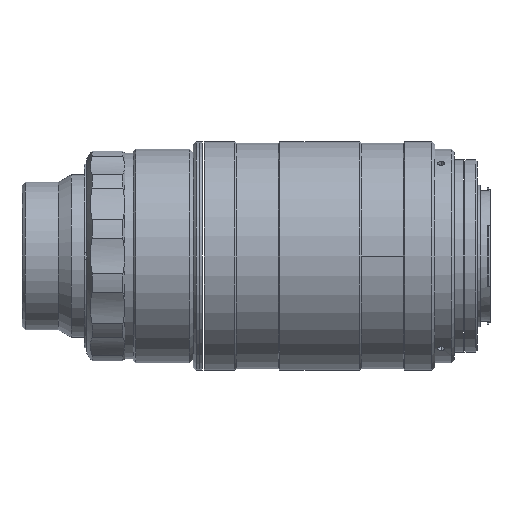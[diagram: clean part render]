
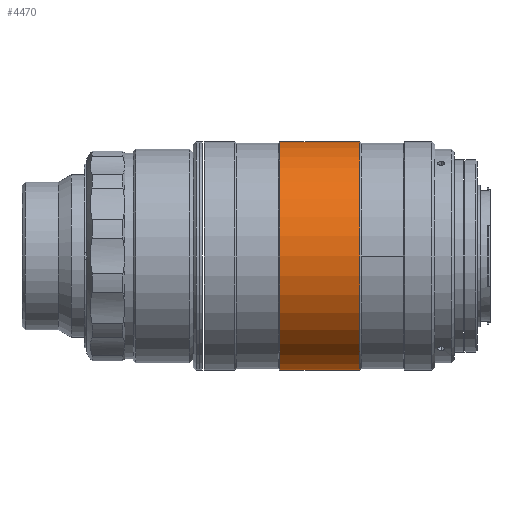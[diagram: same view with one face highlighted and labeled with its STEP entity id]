
A CAD part, front view. The second image highlights one B-rep face of the part: STEP entity #4470.
In plain terms, the highlighted cylindrical face has radius 38 mm (diameter 76 mm), a partial arc.
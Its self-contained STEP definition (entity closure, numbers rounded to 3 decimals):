
#24 = VERTEX_POINT ( 'NONE', #3831 ) ;
#95 = EDGE_CURVE ( 'NONE', #542, #5692, #2975, .T. ) ;
#186 = CARTESIAN_POINT ( 'NONE',  ( -56.567, 0., 0. ) ) ;
#260 = CARTESIAN_POINT ( 'NONE',  ( -56.567, 0., 38. ) ) ;
#380 = EDGE_CURVE ( 'NONE', #2154, #3659, #4828, .T. ) ;
#413 = CARTESIAN_POINT ( 'NONE',  ( -112., 0., 38. ) ) ;
#447 = DIRECTION ( 'NONE',  ( 0., 0., -1. ) ) ;
#492 = AXIS2_PLACEMENT_3D ( 'NONE', #4416, #4094, #3979 ) ;
#516 = CIRCLE ( 'NONE', #2705, 38. ) ;
#542 = VERTEX_POINT ( 'NONE', #1610 ) ;
#911 = CARTESIAN_POINT ( 'NONE',  ( -56.567, 0., -38. ) ) ;
#952 = FACE_OUTER_BOUND ( 'NONE', #4662, .T. ) ;
#1210 = ORIENTED_EDGE ( 'NONE', *, *, #95, .F. ) ;
#1385 = AXIS2_PLACEMENT_3D ( 'NONE', #186, #1530, #4644 ) ;
#1481 = ORIENTED_EDGE ( 'NONE', *, *, #3361, .F. ) ;
#1530 = DIRECTION ( 'NONE',  ( 1., 0., 0. ) ) ;
#1610 = CARTESIAN_POINT ( 'NONE',  ( -85.5, -38., 0. ) ) ;
#1717 = DIRECTION ( 'NONE',  ( 1., 0., 0. ) ) ;
#1828 = CARTESIAN_POINT ( 'NONE',  ( -85.5, 0., -38. ) ) ;
#2101 = EDGE_CURVE ( 'NONE', #2154, #24, #5100, .T. ) ;
#2154 = VERTEX_POINT ( 'NONE', #413 ) ;
#2512 = EDGE_CURVE ( 'NONE', #24, #5692, #4920, .T. ) ;
#2705 = AXIS2_PLACEMENT_3D ( 'NONE', #5854, #1717, #4041 ) ;
#2784 = CYLINDRICAL_SURFACE ( 'NONE', #1385, 38. ) ;
#2975 = CIRCLE ( 'NONE', #492, 38. ) ;
#3238 = DIRECTION ( 'NONE',  ( 1., 0., 0. ) ) ;
#3361 = EDGE_CURVE ( 'NONE', #3659, #542, #516, .T. ) ;
#3367 = ORIENTED_EDGE ( 'NONE', *, *, #2101, .T. ) ;
#3387 = CARTESIAN_POINT ( 'NONE',  ( -85.5, 0., 38. ) ) ;
#3659 = VERTEX_POINT ( 'NONE', #3387 ) ;
#3678 = AXIS2_PLACEMENT_3D ( 'NONE', #4599, #3238, #447 ) ;
#3831 = CARTESIAN_POINT ( 'NONE',  ( -112., 0., -38. ) ) ;
#3979 = DIRECTION ( 'NONE',  ( 0., 1., 0. ) ) ;
#4041 = DIRECTION ( 'NONE',  ( 0., 1., 0. ) ) ;
#4094 = DIRECTION ( 'NONE',  ( 1., 0., 0. ) ) ;
#4318 = DIRECTION ( 'NONE',  ( 1., 0., 0. ) ) ;
#4416 = CARTESIAN_POINT ( 'NONE',  ( -85.5, 0., 0. ) ) ;
#4470 = ADVANCED_FACE ( 'NONE', ( #952 ), #2784, .T. ) ;
#4570 = ORIENTED_EDGE ( 'NONE', *, *, #2512, .T. ) ;
#4599 = CARTESIAN_POINT ( 'NONE',  ( -112., 0., 0. ) ) ;
#4644 = DIRECTION ( 'NONE',  ( 0., 0., -1. ) ) ;
#4662 = EDGE_LOOP ( 'NONE', ( #5085, #3367, #4570, #1210, #1481 ) ) ;
#4828 = LINE ( 'NONE', #260, #5503 ) ;
#4920 = LINE ( 'NONE', #911, #5292 ) ;
#5085 = ORIENTED_EDGE ( 'NONE', *, *, #380, .F. ) ;
#5100 = CIRCLE ( 'NONE', #3678, 38. ) ;
#5292 = VECTOR ( 'NONE', #5484, 1000. ) ;
#5484 = DIRECTION ( 'NONE',  ( 1., 0., 0. ) ) ;
#5503 = VECTOR ( 'NONE', #4318, 1000. ) ;
#5692 = VERTEX_POINT ( 'NONE', #1828 ) ;
#5854 = CARTESIAN_POINT ( 'NONE',  ( -85.5, 0., 0. ) ) ;
